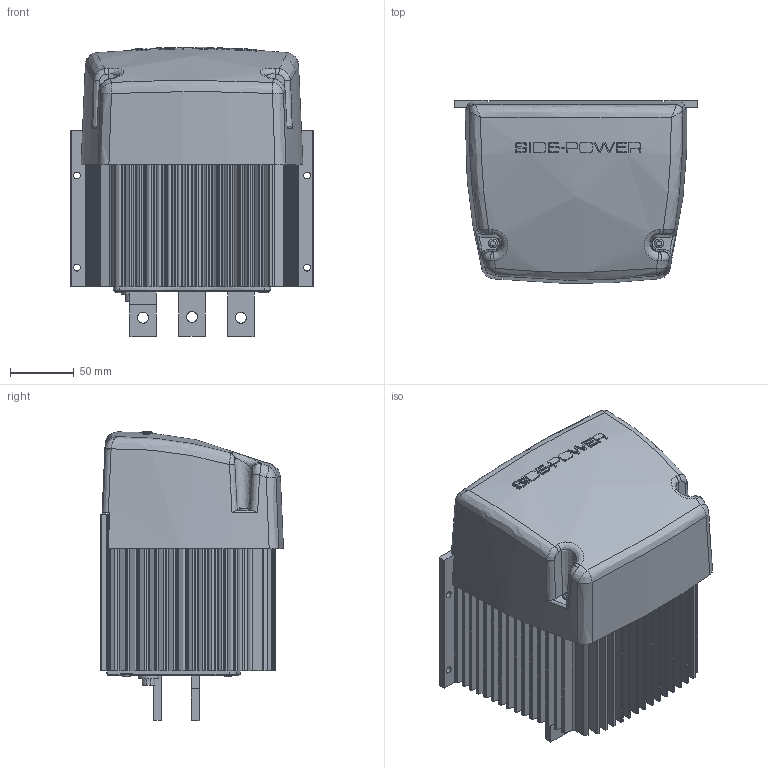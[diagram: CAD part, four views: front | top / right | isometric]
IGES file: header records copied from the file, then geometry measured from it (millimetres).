
Global section: file name: PPC520; native system: Autodesk Inventor 2016; preprocessor: unknown; author: elvira; date: 20160217.151338; units: millimetre
Bounding box: 190 x 143.08 x 226.34 mm (x, y, z)
Volume: 2340067.2 mm3; surface area: 446893.1 mm2
Topology: 1 solids, 2 shells, 852 faces, 2385 edges, 1545 vertices
Faces by surface type: bspline 852
